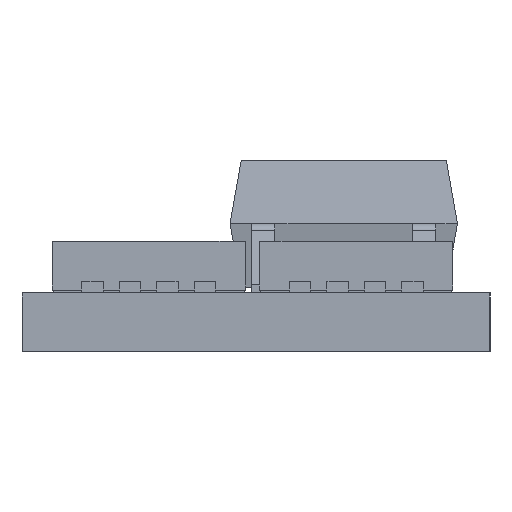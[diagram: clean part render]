
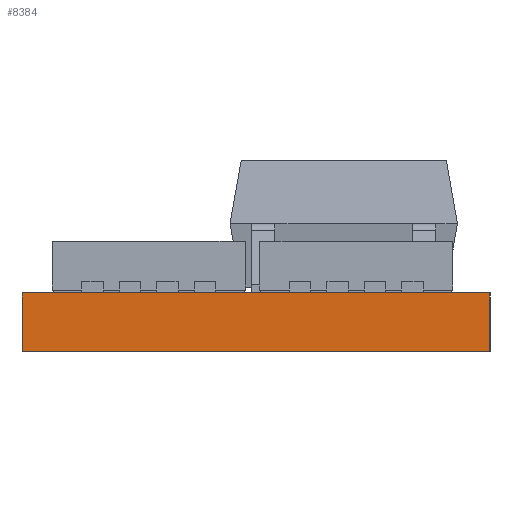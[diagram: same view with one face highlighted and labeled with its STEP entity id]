
A CAD part, left-side view. The second image highlights one B-rep face of the part: STEP entity #8384.
In plain terms, the highlighted planar face has unit normal (-1, 0, 0).
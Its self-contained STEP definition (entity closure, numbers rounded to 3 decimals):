
#1131 = DIRECTION ( 'NONE',  ( 0., 0., -1. ) ) ;
#1391 = LINE ( 'NONE', #33612, #15709 ) ;
#1718 = VECTOR ( 'NONE', #14685, 1000. ) ;
#3084 = CARTESIAN_POINT ( 'NONE',  ( 0., 0., 1.016 ) ) ;
#3740 = EDGE_CURVE ( 'NONE', #32900, #32247, #32176, .T. ) ;
#4911 = EDGE_CURVE ( 'NONE', #38040, #33879, #1391, .T. ) ;
#6711 = CARTESIAN_POINT ( 'NONE',  ( 0., 8.128, 0. ) ) ;
#8139 = CARTESIAN_POINT ( 'NONE',  ( 0., 8.128, 0. ) ) ;
#8384 = ADVANCED_FACE ( 'NONE', ( #21493 ), #30998, .F. ) ;
#8551 = LINE ( 'NONE', #35349, #23460 ) ;
#12076 = ORIENTED_EDGE ( 'NONE', *, *, #13511, .T. ) ;
#13511 = EDGE_CURVE ( 'NONE', #32900, #38040, #8551, .T. ) ;
#14685 = DIRECTION ( 'NONE',  ( 0., 1., 0. ) ) ;
#15076 = AXIS2_PLACEMENT_3D ( 'NONE', #6711, #25005, #1131 ) ;
#15361 = EDGE_CURVE ( 'NONE', #32247, #33879, #28480, .T. ) ;
#15709 = VECTOR ( 'NONE', #19448, 1000. ) ;
#16791 = DIRECTION ( 'NONE',  ( 0., 0., 1. ) ) ;
#19448 = DIRECTION ( 'NONE',  ( 0., 1., 0. ) ) ;
#19743 = CARTESIAN_POINT ( 'NONE',  ( 0., 8.128, 0. ) ) ;
#21493 = FACE_OUTER_BOUND ( 'NONE', #28835, .T. ) ;
#23460 = VECTOR ( 'NONE', #29361, 1000. ) ;
#25005 = DIRECTION ( 'NONE',  ( 1., 0., 0. ) ) ;
#25752 = ORIENTED_EDGE ( 'NONE', *, *, #4911, .T. ) ;
#26390 = CARTESIAN_POINT ( 'NONE',  ( 0., 8.128, 0. ) ) ;
#28480 = LINE ( 'NONE', #19743, #36051 ) ;
#28835 = EDGE_LOOP ( 'NONE', ( #25752, #37345, #32389, #12076 ) ) ;
#29361 = DIRECTION ( 'NONE',  ( 0., 0., 1. ) ) ;
#30124 = CARTESIAN_POINT ( 'NONE',  ( 0., 0., 0. ) ) ;
#30998 = PLANE ( 'NONE',  #15076 ) ;
#32176 = LINE ( 'NONE', #26390, #1718 ) ;
#32247 = VERTEX_POINT ( 'NONE', #8139 ) ;
#32389 = ORIENTED_EDGE ( 'NONE', *, *, #3740, .F. ) ;
#32900 = VERTEX_POINT ( 'NONE', #30124 ) ;
#33612 = CARTESIAN_POINT ( 'NONE',  ( 0., 8.128, 1.016 ) ) ;
#33879 = VERTEX_POINT ( 'NONE', #37081 ) ;
#35349 = CARTESIAN_POINT ( 'NONE',  ( 0., 0., 0. ) ) ;
#36051 = VECTOR ( 'NONE', #16791, 1000. ) ;
#37081 = CARTESIAN_POINT ( 'NONE',  ( 0., 8.128, 1.016 ) ) ;
#37345 = ORIENTED_EDGE ( 'NONE', *, *, #15361, .F. ) ;
#38040 = VERTEX_POINT ( 'NONE', #3084 ) ;
